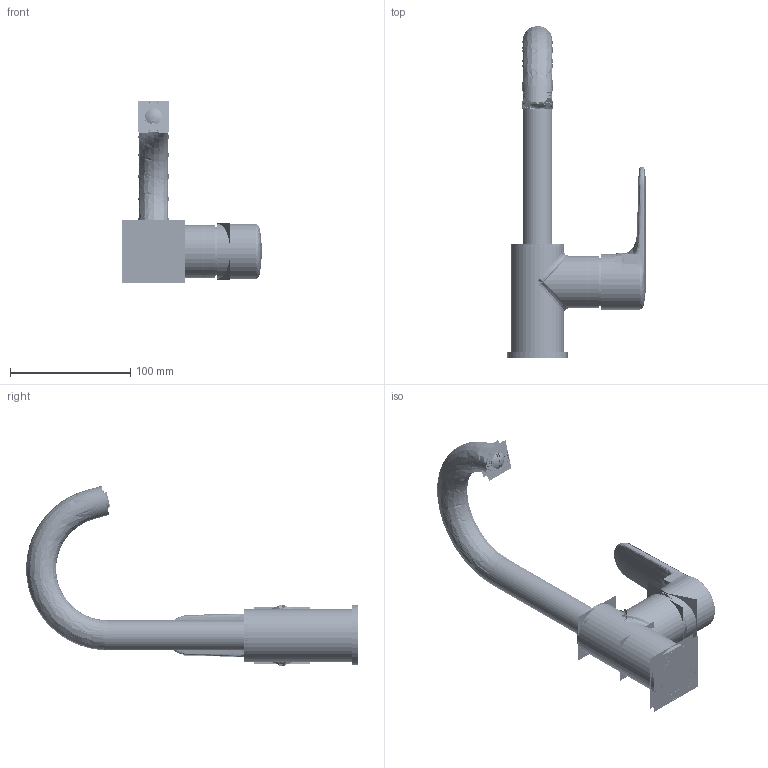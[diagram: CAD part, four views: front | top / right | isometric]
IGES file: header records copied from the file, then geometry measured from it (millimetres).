
Start section:  PTC IGES file: A42754.igs
Global section: file name: A42754.igs; native system: Creo Parametric by PTC Inc.; preprocessor: 2018300; author: tamer.unalp; organization: Unknown; date: 20201127.133533; units: millimetre
Bounding box: 116 x 275.86 x 150.56 mm (x, y, z)
Surface area: 1045557.5 mm2 (no closed solid volume)
Topology: 0 solids, 0 shells, 1922 faces, 30934 edges, 40537 vertices
Faces by surface type: bspline 1038, revolution 876, extrusion 8
